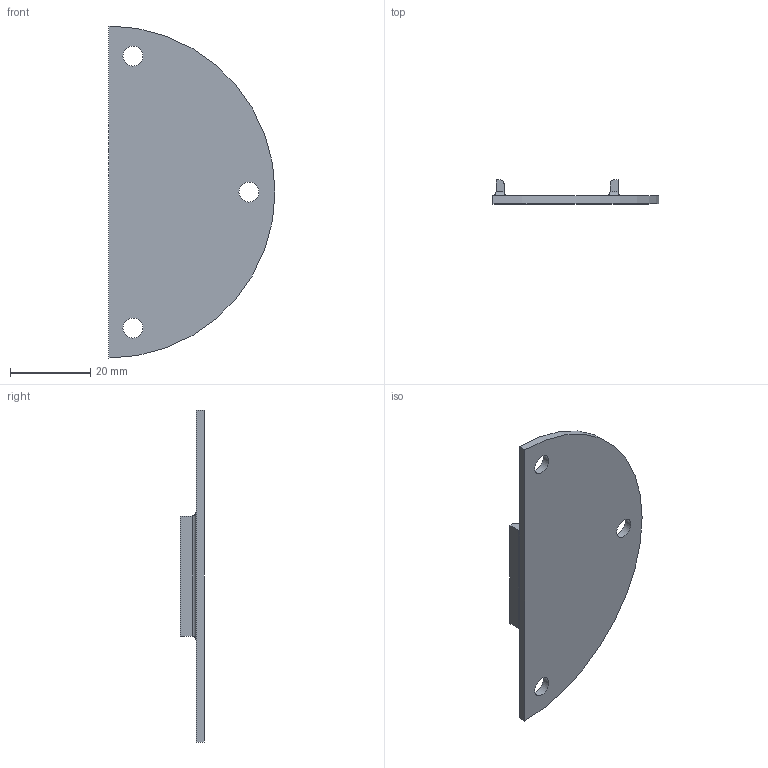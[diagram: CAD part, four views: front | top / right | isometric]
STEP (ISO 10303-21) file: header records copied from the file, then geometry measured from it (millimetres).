
FILE_DESCRIPTION(/* description */ (''),/* implementation_level */ '2;1');
FILE_NAME(/* name */ 'Base1.stp',/* time_stamp */ '2020-11-04T14:11:44-06:00',/* author */ ('aaron'),/* organization */ (''),/* preprocessor_version */ 'ST-DEVELOPER v18',/* originating_system */ 'Autodesk Inventor 2020',/* authorisation */ '');
FILE_SCHEMA (('AUTOMOTIVE_DESIGN { 1 0 10303 214 3 1 1 }'));
Length unit declared in the file: millimetre
Products named in the file (1): Base1
Bounding box: 41.5 x 6 x 83 mm (x, y, z)
Volume: 5787.3 mm3; surface area: 6246.3 mm2
Topology: 1 solids, 1 shells, 27 faces, 64 edges, 40 vertices
Faces by surface type: cylinder 14, plane 13
Full cylindrical faces by diameter (mm): 5 x3
Entity records: 849 total; most frequent: CARTESIAN_POINT 158, DIRECTION 138, ORIENTED_EDGE 128, EDGE_CURVE 64, AXIS2_PLACEMENT_3D 48, LINE 42, VECTOR 42, VERTEX_POINT 40
